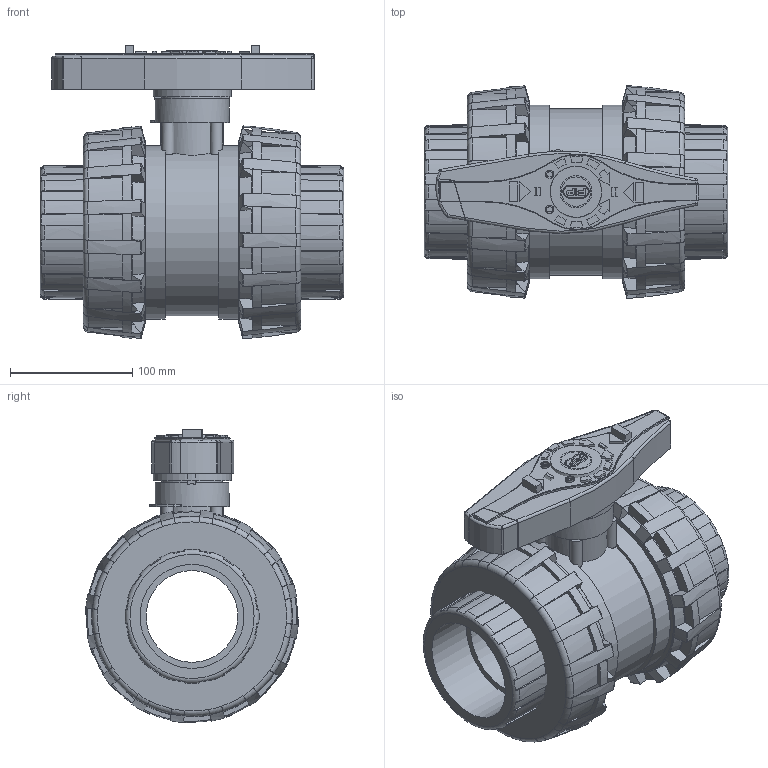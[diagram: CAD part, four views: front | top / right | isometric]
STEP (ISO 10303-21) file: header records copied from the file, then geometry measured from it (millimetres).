
FILE_DESCRIPTION(/* description */ (''),/* implementation_level */ '2;1');
FILE_NAME(/* name */ 'VXEFV300E.iam.stp',/* time_stamp */ '2013-10-01T10:45:17+02:00',/* author */ ('cmolini'),/* organization */ (''),/* preprocessor_version */ 'ST-DEVELOPER v15.2',/* originating_system */ 'Autodesk Inventor 2014',/* authorisation */ '');
FILE_SCHEMA (('AUTOMOTIVE_DESIGN { 1 0 10303 214 3 1 1 }'));
Length unit declared in the file: millimetre
Products named in the file (7): corpo valvola VEE 90; NTVXE090V; MOZZO-VXE-75-110; MANIGLIA VXE-90; Piastrina 40; ENDFV300VXE; VXEFV300E
Bounding box: 248 x 173.92 x 239.94 mm (x, y, z)
Volume: 3201308.8 mm3; surface area: 440934.4 mm2
Topology: 8 solids, 8 shells, 912 faces, 2551 edges, 1684 vertices
Faces by surface type: plane 347, cone 198, torus 190, cylinder 105, bspline 68, sphere 4
Full cylindrical faces by diameter (mm): 4.5 x2, 24 x1, 26.1 x1, 35 x1, 60.542 x1, 64 x1, 75 x2, 80 x1, 84.9 x2, 105.057 x2, 118.79 x2, 133.712 x2, 134.275 x2, 140.185 x2, 141.6 x2
Entity records: 21903 total; most frequent: CARTESIAN_POINT 7151, ORIENTED_EDGE 3196, DIRECTION 2887, EDGE_CURVE 1598, AXIS2_PLACEMENT_3D 1122, VERTEX_POINT 1067, EDGE_LOOP 667, LINE 643
